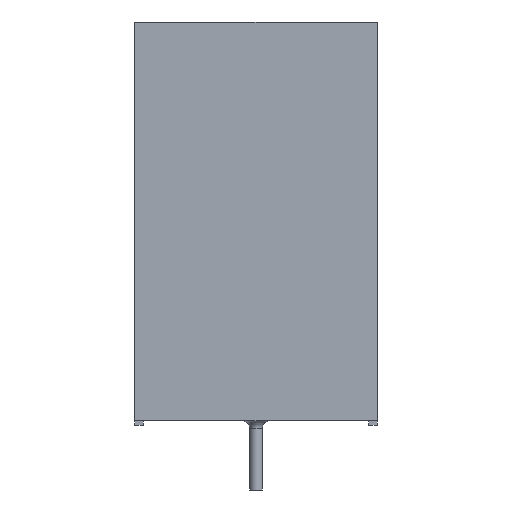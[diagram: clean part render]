
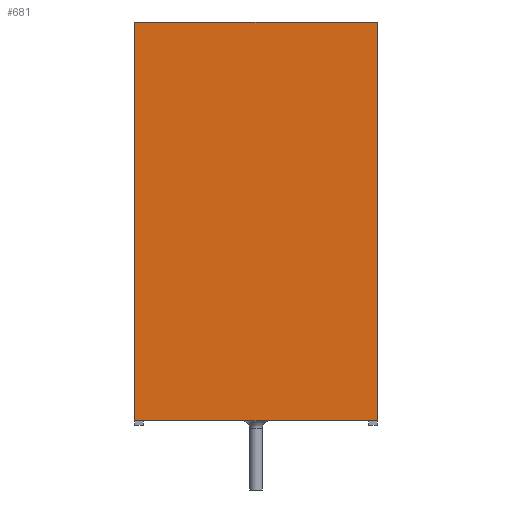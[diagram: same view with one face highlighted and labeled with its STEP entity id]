
A CAD part, left-side view. The second image highlights one B-rep face of the part: STEP entity #681.
In plain terms, the highlighted planar face has unit normal (-1, 0, 0).
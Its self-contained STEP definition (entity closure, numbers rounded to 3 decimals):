
#681 = ADVANCED_FACE( '', ( #1396 ), #1397, .F. );
#1396 = FACE_OUTER_BOUND( '', #2174, .T. );
#1397 = PLANE( '', #2175 );
#2174 = EDGE_LOOP( '', ( #4726, #4727, #4728, #4729 ) );
#2175 = AXIS2_PLACEMENT_3D( '', #4730, #4731, #4732 );
#4726 = ORIENTED_EDGE( '', *, *, #5410, .T. );
#4727 = ORIENTED_EDGE( '', *, *, #5015, .F. );
#4728 = ORIENTED_EDGE( '', *, *, #5468, .F. );
#4729 = ORIENTED_EDGE( '', *, *, #5710, .T. );
#4730 = CARTESIAN_POINT( '', ( -13., -7.5, 12.35 ) );
#4731 = DIRECTION( '', ( 1., 0., 0. ) );
#4732 = DIRECTION( '', ( 0., 0., -1. ) );
#5015 = EDGE_CURVE( '', #5860, #5862, #5863, .T. );
#5410 = EDGE_CURVE( '', #6494, #5862, #6495, .T. );
#5468 = EDGE_CURVE( '', #6577, #5860, #6578, .T. );
#5710 = EDGE_CURVE( '', #6577, #6494, #6877, .T. );
#5860 = VERTEX_POINT( '', #7268 );
#5862 = VERTEX_POINT( '', #7271 );
#5863 = LINE( '', #7272, #7273 );
#6494 = VERTEX_POINT( '', #9008 );
#6495 = LINE( '', #9009, #9010 );
#6577 = VERTEX_POINT( '', #9275 );
#6578 = LINE( '', #9276, #9277 );
#6877 = LINE( '', #10099, #10100 );
#7268 = CARTESIAN_POINT( '', ( -13., -7.5, -12.35 ) );
#7271 = CARTESIAN_POINT( '', ( -13., 7.5, -12.35 ) );
#7272 = CARTESIAN_POINT( '', ( -13., -7.5, -12.35 ) );
#7273 = VECTOR( '', #10168, 1000. );
#9008 = CARTESIAN_POINT( '', ( -13., 7.5, 12.35 ) );
#9009 = CARTESIAN_POINT( '', ( -13., 7.5, 12.35 ) );
#9010 = VECTOR( '', #10354, 1000. );
#9275 = CARTESIAN_POINT( '', ( -13., -7.5, 12.35 ) );
#9276 = CARTESIAN_POINT( '', ( -13., -7.5, 12.35 ) );
#9277 = VECTOR( '', #10391, 1000. );
#10099 = CARTESIAN_POINT( '', ( -13., -7.5, 12.35 ) );
#10100 = VECTOR( '', #10482, 1000. );
#10168 = DIRECTION( '', ( 0., 1., 0. ) );
#10354 = DIRECTION( '', ( 0., 0., -1. ) );
#10391 = DIRECTION( '', ( 0., 0., -1. ) );
#10482 = DIRECTION( '', ( 0., 1., 0. ) );
